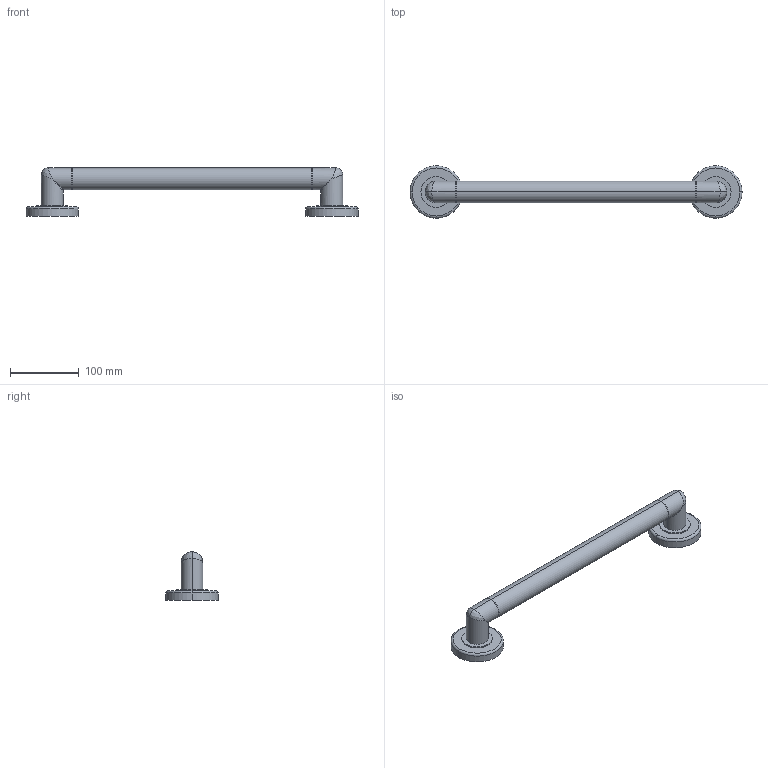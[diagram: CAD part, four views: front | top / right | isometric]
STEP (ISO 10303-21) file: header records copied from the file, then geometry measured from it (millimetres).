
FILE_DESCRIPTION((''),'2;1');
FILE_NAME('4661','2021-06-15T08:34:05',('rsmith'),(''),'CREO PARAMETRIC BY PTC INC, 2018400','CREO PARAMETRIC BY PTC INC, 2018400','');
FILE_SCHEMA(('AUTOMOTIVE_DESIGN { 1 0 10303 214 1 1 1 1 }'));
Length unit declared in the file: inch
Products named in the file (1): 4661
Bounding box: 482.6 x 76.2 x 69.98 mm (x, y, z)
Volume: 509744.6 mm3; surface area: 71060.4 mm2
Topology: 1 solids, 1 shells, 44 faces, 86 edges, 48 vertices
Faces by surface type: cylinder 18, cone 8, bspline 8, plane 6, torus 4
Entity records: 2413 total; most frequent: CARTESIAN_POINT 1008, DIRECTION 186, ORIENTED_EDGE 172, COLOUR_RGB 146, PRESENTATION_STYLE_ASSIGNMENT 97, STYLED_ITEM 87, CURVE_STYLE 86, EDGE_CURVE 86
